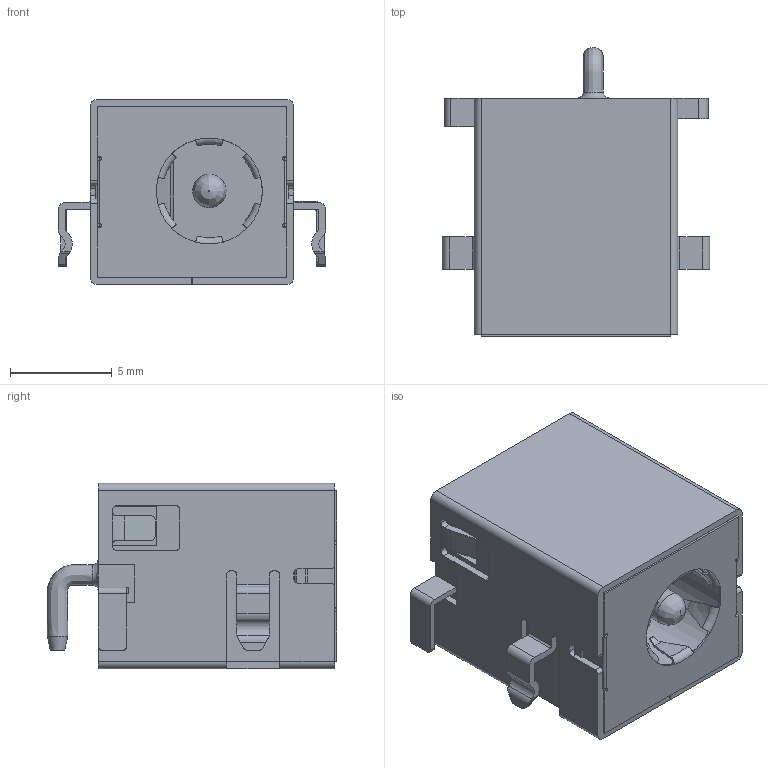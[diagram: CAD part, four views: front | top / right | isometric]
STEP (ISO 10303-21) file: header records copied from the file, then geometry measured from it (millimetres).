
FILE_DESCRIPTION( ( 'Unknown' ), '1' );
FILE_NAME( '694110530209.stp', 'Unknown', ( 'Quentin LAIDEBEUR' ), ( 'WE' ), 'PSStep 15.0.49', 'Sample-box', ' ' );
FILE_SCHEMA( ( 'AUTOMOTIVE_DESIGN { 1 0 10303 214 1 1 1 1 }' ) );
Length unit declared in the file: millimetre
Products named in the file (8): Assem1; 694105309102; 694105309102_PinCon; 694105309102_Shielding; 694105309102_Locker; 694105309102_Lame; 694105309102_Cache
Assembly tree (7 placements, depth 2):
  Assem1
    694105309102
    694105309102_PinCon
    694105309102_Shielding
    694105309102_Locker
    694105309102
    694105309102_Lame
    694105309102_Cache
Bounding box: 13.12 x 14.2 x 9.1 mm (x, y, z)
Volume: 749 mm3; surface area: 2453.9 mm2
Topology: 7 solids, 7 shells, 549 faces, 1516 edges, 973 vertices
Faces by surface type: plane 335, cylinder 141, torus 39, cone 18, sphere 8, bspline 8
Full cylindrical faces by diameter (mm): 1.65 x2, 1.7 x1, 5.2 x1
Entity records: 23162 total; most frequent: CARTESIAN_POINT 4521, ORIENTED_EDGE 2988, DIRECTION 2931, EDGE_CURVE 1494, LINE 1011, VECTOR 1011, VERTEX_POINT 972, AXIS2_PLACEMENT_3D 960
